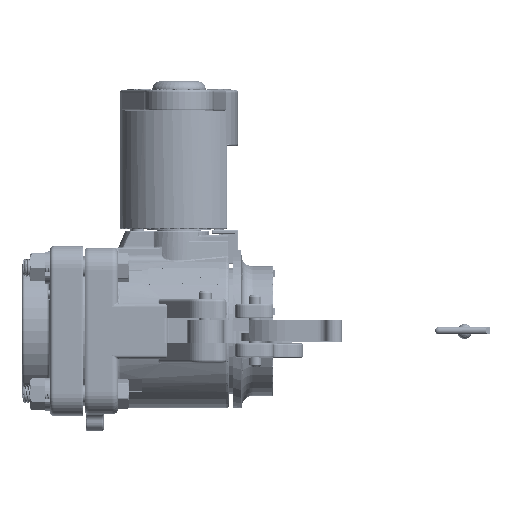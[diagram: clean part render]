
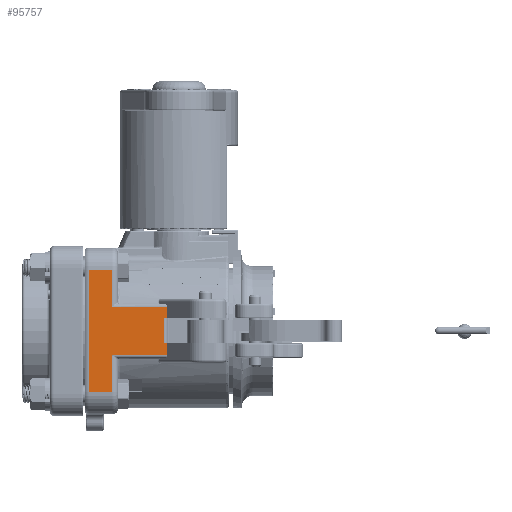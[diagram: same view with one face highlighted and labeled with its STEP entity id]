
A CAD part, top view. The second image highlights one B-rep face of the part: STEP entity #95757.
In plain terms, the highlighted planar face has unit normal (0, 0, 1).
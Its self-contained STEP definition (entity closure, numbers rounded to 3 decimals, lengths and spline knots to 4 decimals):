
#8416=FACE_OUTER_BOUND('',#14014,.T.);
#14014=EDGE_LOOP('',(#64774,#64775,#64776,#64777,#64778,#64779,#64780,#64781,
#64782,#64783,#64784,#64785));
#21548=LINE('',#128356,#30851);
#21602=LINE('',#129028,#30905);
#21604=LINE('',#129035,#30907);
#21607=LINE('',#129157,#30910);
#21610=LINE('',#129166,#30913);
#21640=LINE('',#130390,#30943);
#21673=LINE('',#131017,#30976);
#21695=LINE('',#131080,#30998);
#21717=LINE('',#131162,#31020);
#21733=LINE('',#131213,#31036);
#21734=LINE('',#131214,#31037);
#21735=LINE('',#131215,#31038);
#30851=VECTOR('',#107747,0.3937);
#30905=VECTOR('',#108031,0.3937);
#30907=VECTOR('',#108039,0.3937);
#30910=VECTOR('',#108070,0.3937);
#30913=VECTOR('',#108079,0.3937);
#30943=VECTOR('',#108211,0.3937);
#30976=VECTOR('',#108380,0.3937);
#30998=VECTOR('',#108438,0.06);
#31020=VECTOR('',#108548,0.3937);
#31036=VECTOR('',#108612,0.3937);
#31037=VECTOR('',#108613,0.3937);
#31038=VECTOR('',#108614,0.3937);
#40170=VERTEX_POINT('',#128350);
#40171=VERTEX_POINT('',#128354);
#40283=VERTEX_POINT('',#128998);
#40286=VERTEX_POINT('',#129027);
#40288=VERTEX_POINT('',#129033);
#40295=VERTEX_POINT('',#129111);
#40299=VERTEX_POINT('',#129156);
#40302=VERTEX_POINT('',#129164);
#40379=VERTEX_POINT('',#130388);
#40447=VERTEX_POINT('',#131014);
#40448=VERTEX_POINT('',#131016);
#40471=VERTEX_POINT('',#131079);
#49553=EDGE_CURVE('',#40171,#40170,#21548,.T.);
#49707=EDGE_CURVE('',#40283,#40286,#21602,.T.);
#49711=EDGE_CURVE('',#40288,#40283,#21604,.T.);
#49726=EDGE_CURVE('',#40295,#40299,#21607,.T.);
#49731=EDGE_CURVE('',#40302,#40295,#21610,.T.);
#49847=EDGE_CURVE('',#40288,#40379,#21640,.T.);
#49953=EDGE_CURVE('',#40447,#40448,#21673,.T.);
#49985=EDGE_CURVE('',#40448,#40471,#21695,.T.);
#50028=EDGE_CURVE('',#40447,#40299,#21717,.T.);
#50054=EDGE_CURVE('',#40170,#40302,#21733,.T.);
#50055=EDGE_CURVE('',#40286,#40171,#21734,.T.);
#50056=EDGE_CURVE('',#40471,#40379,#21735,.T.);
#64774=ORIENTED_EDGE('',*,*,#49953,.F.);
#64775=ORIENTED_EDGE('',*,*,#50028,.T.);
#64776=ORIENTED_EDGE('',*,*,#49726,.F.);
#64777=ORIENTED_EDGE('',*,*,#49731,.F.);
#64778=ORIENTED_EDGE('',*,*,#50054,.F.);
#64779=ORIENTED_EDGE('',*,*,#49553,.F.);
#64780=ORIENTED_EDGE('',*,*,#50055,.F.);
#64781=ORIENTED_EDGE('',*,*,#49707,.F.);
#64782=ORIENTED_EDGE('',*,*,#49711,.F.);
#64783=ORIENTED_EDGE('',*,*,#49847,.T.);
#64784=ORIENTED_EDGE('',*,*,#50056,.F.);
#64785=ORIENTED_EDGE('',*,*,#49985,.F.);
#92650=PLANE('',#102363);
#95757=ADVANCED_FACE('',(#8416),#92650,.T.);
#102363=AXIS2_PLACEMENT_3D('',#131212,#108610,#108611);
#107747=DIRECTION('',(0.,1.,0.));
#108031=DIRECTION('',(0.,-1.,0.));
#108039=DIRECTION('',(-1.,0.,0.));
#108070=DIRECTION('',(1.,0.,0.));
#108079=DIRECTION('',(0.,-1.,0.));
#108211=DIRECTION('',(0.,1.,0.));
#108380=DIRECTION('',(-1.,0.,0.));
#108438=DIRECTION('',(0.,-1.,0.));
#108548=DIRECTION('',(0.,1.,0.));
#108610=DIRECTION('center_axis',(0.,0.,1.));
#108611=DIRECTION('ref_axis',(0.,1.,0.));
#108612=DIRECTION('',(1.,0.,0.));
#108613=DIRECTION('',(-1.,0.,0.));
#108614=DIRECTION('',(1.,0.,0.));
#128350=CARTESIAN_POINT('',(-1.895,1.28,1.75));
#128354=CARTESIAN_POINT('',(-1.895,-1.28,1.75));
#128356=CARTESIAN_POINT('',(-1.895,0.375,1.75));
#128998=CARTESIAN_POINT('',(-1.405,-0.51,1.75));
#129027=CARTESIAN_POINT('',(-1.405,-1.28,1.75));
#129028=CARTESIAN_POINT('',(-1.405,-0.066,1.75));
#129033=CARTESIAN_POINT('',(-0.2497,-0.51,1.75));
#129035=CARTESIAN_POINT('',(-1.022,-0.51,1.75));
#129111=CARTESIAN_POINT('',(-1.405,0.51,1.75));
#129156=CARTESIAN_POINT('',(-0.2497,0.51,1.75));
#129157=CARTESIAN_POINT('',(-1.022,0.51,1.75));
#129164=CARTESIAN_POINT('',(-1.405,1.28,1.75));
#129166=CARTESIAN_POINT('',(-1.405,-0.066,1.75));
#130388=CARTESIAN_POINT('',(-0.2497,-0.2625,1.75));
#130390=CARTESIAN_POINT('',(-0.2497,-0.875,1.75));
#131014=CARTESIAN_POINT('',(-0.2497,0.2625,1.75));
#131016=CARTESIAN_POINT('',(-0.308,0.2625,1.75));
#131017=CARTESIAN_POINT('',(-0.114,0.2625,1.75));
#131079=CARTESIAN_POINT('',(-0.308,-0.2625,1.75));
#131080=CARTESIAN_POINT('',(-0.308,0.,1.75));
#131162=CARTESIAN_POINT('',(-0.2497,-0.875,1.75));
#131212=CARTESIAN_POINT('Origin',(-1.28,-1.75,1.75));
#131213=CARTESIAN_POINT('',(-1.28,1.28,1.75));
#131214=CARTESIAN_POINT('',(-1.28,-1.28,1.75));
#131215=CARTESIAN_POINT('',(-0.114,-0.2625,1.75));
